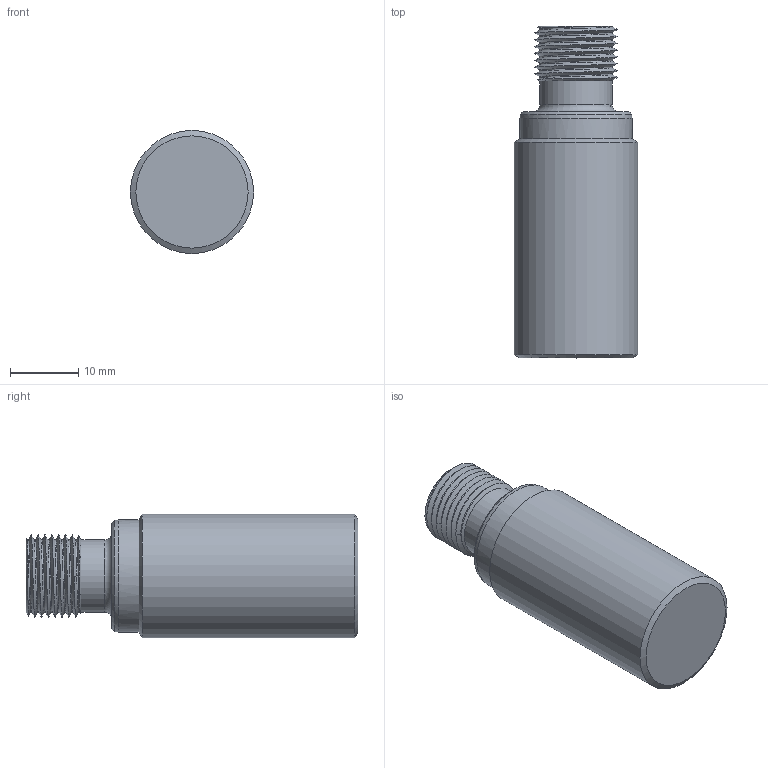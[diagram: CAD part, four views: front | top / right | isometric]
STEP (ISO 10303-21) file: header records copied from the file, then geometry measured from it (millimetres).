
FILE_DESCRIPTION (( 'STEP AP214' ), '1' );
FILE_NAME ('AK9-10-1H_a.STEP', '2019-08-07T11:37:54', ( '' ), ( '' ), 'SwSTEP 2.0', 'SolidWorks 2018', '' );
FILE_SCHEMA (( 'AUTOMOTIVE_DESIGN' ));
Length unit declared in the file: inch
Products named in the file (1): AK9-10-1H_a
Bounding box: 18 x 48.51 x 18 mm (x, y, z)
Volume: 9657.5 mm3; surface area: 3524.8 mm2
Topology: 1 solids, 1 shells, 80 faces, 211 edges, 133 vertices
Faces by surface type: plane 33, cylinder 21, bspline 17, cone 7, torus 2
Full cylindrical faces by diameter (mm): 1 x4, 1.75 x1, 8.4 x1, 10.55 x1, 16.2 x1, 16.4 x1, 18 x1
Entity records: 6622 total; most frequent: CARTESIAN_POINT 4901, ORIENTED_EDGE 354, DIRECTION 302, EDGE_CURVE 177, VERTEX_POINT 123, AXIS2_PLACEMENT_3D 110, EDGE_LOOP 104, FACE_OUTER_BOUND 91
